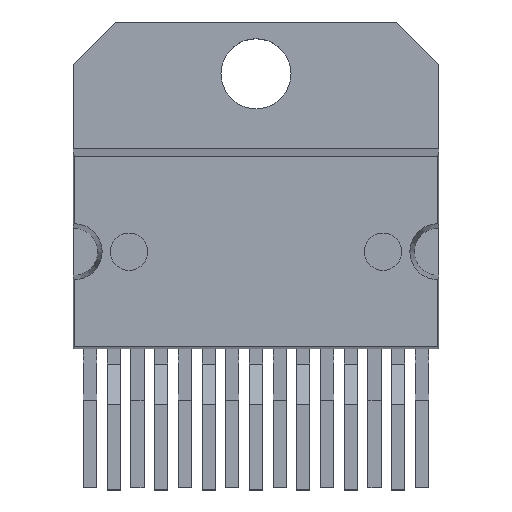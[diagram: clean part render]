
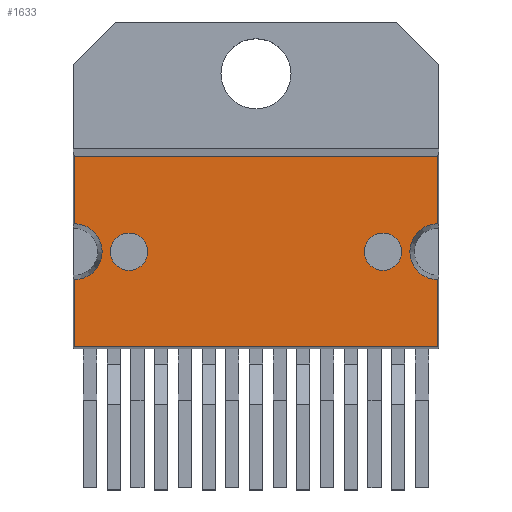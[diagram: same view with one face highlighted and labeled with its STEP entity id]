
A CAD part, top view. The second image highlights one B-rep face of the part: STEP entity #1633.
In plain terms, the highlighted planar face has unit normal (0, 0, 1).
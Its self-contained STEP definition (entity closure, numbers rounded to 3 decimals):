
#312 = VERTEX_POINT ( 'NONE', #2105 ) ;
#319 = EDGE_CURVE ( 'NONE', #343, #326, #2159, .T. ) ;
#326 = VERTEX_POINT ( 'NONE', #2131 ) ;
#340 = VERTEX_POINT ( 'NONE', #2191 ) ;
#343 = VERTEX_POINT ( 'NONE', #2181 ) ;
#348 = EDGE_CURVE ( 'NONE', #349, #340, #2224, .T. ) ;
#349 = VERTEX_POINT ( 'NONE', #2213 ) ;
#391 = EDGE_CURVE ( 'NONE', #449, #429, #2328, .T. ) ;
#429 = VERTEX_POINT ( 'NONE', #2440 ) ;
#443 = VERTEX_POINT ( 'NONE', #2501 ) ;
#448 = EDGE_CURVE ( 'NONE', #312, #443, #2516, .T. ) ;
#449 = VERTEX_POINT ( 'NONE', #2475 ) ;
#763 = ORIENTED_EDGE ( 'NONE', *, *, #5321, .F. ) ;
#1628 = EDGE_LOOP ( 'NONE', ( #763, #5323 ) ) ;
#1633 = ADVANCED_FACE ( 'NONE', ( #4553, #4546, #4542 ), #4504, .F. ) ;
#2105 = CARTESIAN_POINT ( 'NONE',  ( 2., 5.189, 0. ) ) ;
#2131 = CARTESIAN_POINT ( 'NONE',  ( 19.541, 10.283, 0. ) ) ;
#2152 = DIRECTION ( 'NONE',  ( 0., 1., 0. ) ) ;
#2153 = VECTOR ( 'NONE', #2152, 1000. ) ;
#2159 = LINE ( 'NONE', #2179, #2153 ) ;
#2179 = CARTESIAN_POINT ( 'NONE',  ( 19.541, -7.575, 0. ) ) ;
#2181 = CARTESIAN_POINT ( 'NONE',  ( 19.541, 6.689, 0. ) ) ;
#2191 = CARTESIAN_POINT ( 'NONE',  ( 0.059, 3.689, 0. ) ) ;
#2213 = CARTESIAN_POINT ( 'NONE',  ( 0.059, 0.096, 0. ) ) ;
#2223 = CARTESIAN_POINT ( 'NONE',  ( 0.059, -7.575, 0. ) ) ;
#2224 = LINE ( 'NONE', #2223, #2278 ) ;
#2277 = DIRECTION ( 'NONE',  ( 0., 1., 0. ) ) ;
#2278 = VECTOR ( 'NONE', #2277, 1000. ) ;
#2316 = DIRECTION ( 'NONE',  ( 1., 0., 0. ) ) ;
#2317 = DIRECTION ( 'NONE',  ( 0., 0., 1. ) ) ;
#2318 = CARTESIAN_POINT ( 'NONE',  ( 16.6, 5.189, 0. ) ) ;
#2319 = AXIS2_PLACEMENT_3D ( 'NONE', #2318, #2317, #2316 ) ;
#2328 = CIRCLE ( 'NONE', #2319, 1. ) ;
#2440 = CARTESIAN_POINT ( 'NONE',  ( 17.6, 5.189, 0. ) ) ;
#2475 = CARTESIAN_POINT ( 'NONE',  ( 15.6, 5.189, 0. ) ) ;
#2501 = CARTESIAN_POINT ( 'NONE',  ( 4., 5.189, 0. ) ) ;
#2511 = DIRECTION ( 'NONE',  ( -1., 0., 0. ) ) ;
#2512 = DIRECTION ( 'NONE',  ( 0., 0., 1. ) ) ;
#2513 = CARTESIAN_POINT ( 'NONE',  ( 3., 5.189, 0. ) ) ;
#2514 = AXIS2_PLACEMENT_3D ( 'NONE', #2513, #2512, #2511 ) ;
#2516 = CIRCLE ( 'NONE', #2514, 1. ) ;
#4504 = PLANE ( 'NONE',  #4541 ) ;
#4541 = AXIS2_PLACEMENT_3D ( 'NONE', #4585, #4584, #4583 ) ;
#4542 = FACE_OUTER_BOUND ( 'NONE', #5207, .T. ) ;
#4546 = FACE_BOUND ( 'NONE', #5308, .T. ) ;
#4553 = FACE_BOUND ( 'NONE', #1628, .T. ) ;
#4583 = DIRECTION ( 'NONE',  ( -1., 0., 0. ) ) ;
#4584 = DIRECTION ( 'NONE',  ( 0., 0., -1. ) ) ;
#4585 = CARTESIAN_POINT ( 'NONE',  ( 0., 10.7, 0. ) ) ;
#4931 = ORIENTED_EDGE ( 'NONE', *, *, #5275, .F. ) ;
#4985 = CARTESIAN_POINT ( 'NONE',  ( 19.541, 3.689, 0. ) ) ;
#4988 = CIRCLE ( 'NONE', #5011, 1.5 ) ;
#5004 = CARTESIAN_POINT ( 'NONE',  ( 0.059, 6.689, 0. ) ) ;
#5011 = AXIS2_PLACEMENT_3D ( 'NONE', #5043, #5042, #5041 ) ;
#5036 = ORIENTED_EDGE ( 'NONE', *, *, #348, .F. ) ;
#5040 = CIRCLE ( 'NONE', #5087, 1. ) ;
#5041 = DIRECTION ( 'NONE',  ( -1., 0., 0. ) ) ;
#5042 = DIRECTION ( 'NONE',  ( 0., 0., 1. ) ) ;
#5043 = CARTESIAN_POINT ( 'NONE',  ( 0.059, 5.189, 0. ) ) ;
#5069 = CARTESIAN_POINT ( 'NONE',  ( 0.059, 10.283, 0. ) ) ;
#5084 = DIRECTION ( 'NONE',  ( 1., 0., 0. ) ) ;
#5085 = DIRECTION ( 'NONE',  ( 0., 0., 1. ) ) ;
#5086 = CARTESIAN_POINT ( 'NONE',  ( 16.6, 5.189, 0. ) ) ;
#5087 = AXIS2_PLACEMENT_3D ( 'NONE', #5086, #5085, #5084 ) ;
#5113 = ORIENTED_EDGE ( 'NONE', *, *, #5236, .F. ) ;
#5117 = DIRECTION ( 'NONE',  ( 0., 1., 0. ) ) ;
#5118 = VECTOR ( 'NONE', #5117, 1000. ) ;
#5119 = CARTESIAN_POINT ( 'NONE',  ( 0.059, -7.575, 0. ) ) ;
#5124 = LINE ( 'NONE', #5119, #5118 ) ;
#5131 = DIRECTION ( 'NONE',  ( 0., 1., 0. ) ) ;
#5132 = VECTOR ( 'NONE', #5131, 1000. ) ;
#5133 = CARTESIAN_POINT ( 'NONE',  ( 19.541, -7.575, 0. ) ) ;
#5137 = LINE ( 'NONE', #5133, #5132 ) ;
#5138 = DIRECTION ( 'NONE',  ( 1., 0., 0. ) ) ;
#5140 = VECTOR ( 'NONE', #5138, 1000. ) ;
#5141 = CARTESIAN_POINT ( 'NONE',  ( 0., 0.096, 0. ) ) ;
#5143 = CARTESIAN_POINT ( 'NONE',  ( 19.541, 0.096, 0. ) ) ;
#5149 = LINE ( 'NONE', #5141, #5140 ) ;
#5162 = DIRECTION ( 'NONE',  ( -1., 0., 0. ) ) ;
#5163 = DIRECTION ( 'NONE',  ( 0., 0., 1. ) ) ;
#5164 = AXIS2_PLACEMENT_3D ( 'NONE', #5179, #5163, #5162 ) ;
#5170 = CIRCLE ( 'NONE', #5164, 1. ) ;
#5171 = DIRECTION ( 'NONE',  ( 1., 0., 0. ) ) ;
#5172 = DIRECTION ( 'NONE',  ( 0., 0., 1. ) ) ;
#5175 = DIRECTION ( 'NONE',  ( 1., 0., 0. ) ) ;
#5177 = VECTOR ( 'NONE', #5175, 1000. ) ;
#5178 = CARTESIAN_POINT ( 'NONE',  ( 19.541, 5.189, 0. ) ) ;
#5179 = CARTESIAN_POINT ( 'NONE',  ( 3., 5.189, 0. ) ) ;
#5180 = CIRCLE ( 'NONE', #5186, 1.5 ) ;
#5186 = AXIS2_PLACEMENT_3D ( 'NONE', #5178, #5172, #5171 ) ;
#5187 = CARTESIAN_POINT ( 'NONE',  ( 0., 10.283, 0. ) ) ;
#5188 = LINE ( 'NONE', #5187, #5177 ) ;
#5190 = ORIENTED_EDGE ( 'NONE', *, *, #5301, .T. ) ;
#5197 = VERTEX_POINT ( 'NONE', #4985 ) ;
#5207 = EDGE_LOOP ( 'NONE', ( #4931, #5113, #5036, #5190, #5255, #5223, #5295, #5315 ) ) ;
#5223 = ORIENTED_EDGE ( 'NONE', *, *, #5316, .F. ) ;
#5226 = VERTEX_POINT ( 'NONE', #5004 ) ;
#5236 = EDGE_CURVE ( 'NONE', #340, #5226, #4988, .T. ) ;
#5252 = EDGE_CURVE ( 'NONE', #429, #449, #5040, .T. ) ;
#5255 = ORIENTED_EDGE ( 'NONE', *, *, #5304, .T. ) ;
#5259 = ORIENTED_EDGE ( 'NONE', *, *, #391, .F. ) ;
#5265 = VERTEX_POINT ( 'NONE', #5069 ) ;
#5275 = EDGE_CURVE ( 'NONE', #5226, #5265, #5124, .T. ) ;
#5295 = ORIENTED_EDGE ( 'NONE', *, *, #319, .T. ) ;
#5301 = EDGE_CURVE ( 'NONE', #349, #5307, #5149, .T. ) ;
#5304 = EDGE_CURVE ( 'NONE', #5307, #5197, #5137, .T. ) ;
#5307 = VERTEX_POINT ( 'NONE', #5143 ) ;
#5308 = EDGE_LOOP ( 'NONE', ( #5322, #5259 ) ) ;
#5313 = EDGE_CURVE ( 'NONE', #5265, #326, #5188, .T. ) ;
#5315 = ORIENTED_EDGE ( 'NONE', *, *, #5313, .F. ) ;
#5316 = EDGE_CURVE ( 'NONE', #343, #5197, #5180, .T. ) ;
#5321 = EDGE_CURVE ( 'NONE', #443, #312, #5170, .T. ) ;
#5322 = ORIENTED_EDGE ( 'NONE', *, *, #5252, .F. ) ;
#5323 = ORIENTED_EDGE ( 'NONE', *, *, #448, .F. ) ;
